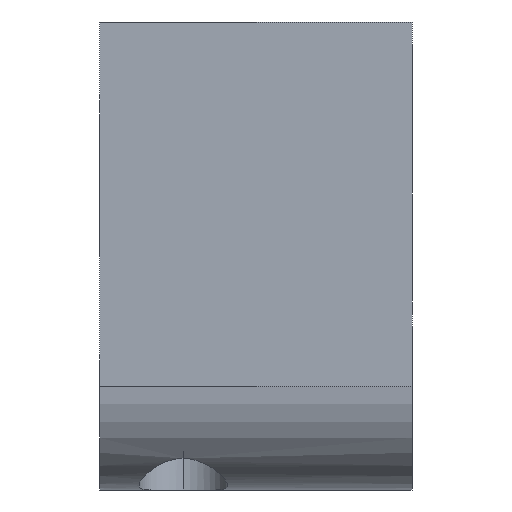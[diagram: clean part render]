
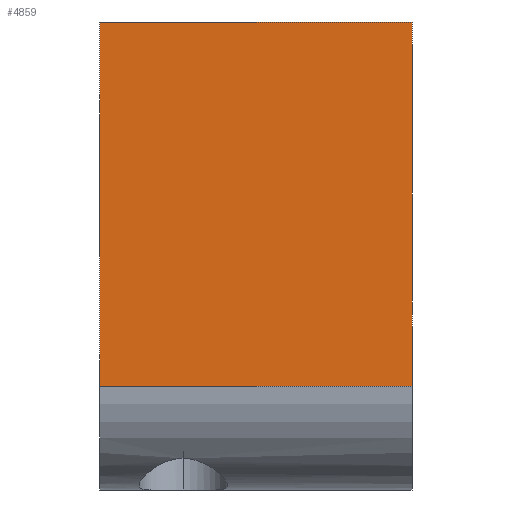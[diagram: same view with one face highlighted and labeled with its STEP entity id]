
A CAD part, left-side view. The second image highlights one B-rep face of the part: STEP entity #4859.
In plain terms, the highlighted planar face has unit normal (-1, 0, 0).
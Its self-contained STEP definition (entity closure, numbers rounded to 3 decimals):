
#237 = ORIENTED_EDGE ( 'NONE', *, *, #5002, .T. ) ;
#493 = ORIENTED_EDGE ( 'NONE', *, *, #500, .T. ) ;
#500 = EDGE_CURVE ( 'NONE', #2241, #4018, #5162, .T. ) ;
#822 = ORIENTED_EDGE ( 'NONE', *, *, #1699, .F. ) ;
#992 = FACE_OUTER_BOUND ( 'NONE', #3612, .T. ) ;
#1087 = LINE ( 'NONE', #4752, #3978 ) ;
#1249 = VERTEX_POINT ( 'NONE', #4205 ) ;
#1444 = CARTESIAN_POINT ( 'NONE',  ( -65., 30., -12.5 ) ) ;
#1576 = CARTESIAN_POINT ( 'NONE',  ( -65., 0., -22.5 ) ) ;
#1630 = CARTESIAN_POINT ( 'NONE',  ( -65., 30., -22.5 ) ) ;
#1699 = EDGE_CURVE ( 'NONE', #1249, #4018, #4639, .T. ) ;
#2021 = DIRECTION ( 'NONE',  ( 0., -1., 0. ) ) ;
#2241 = VERTEX_POINT ( 'NONE', #6339 ) ;
#2577 = CARTESIAN_POINT ( 'NONE',  ( -65., 0., 22.5 ) ) ;
#3061 = CARTESIAN_POINT ( 'NONE',  ( -65., 30., 22.5 ) ) ;
#3596 = AXIS2_PLACEMENT_3D ( 'NONE', #1630, #6265, #5841 ) ;
#3612 = EDGE_LOOP ( 'NONE', ( #4797, #237, #493, #822 ) ) ;
#3756 = VECTOR ( 'NONE', #2021, 1000. ) ;
#3806 = VERTEX_POINT ( 'NONE', #5484 ) ;
#3978 = VECTOR ( 'NONE', #5337, 1000. ) ;
#4018 = VERTEX_POINT ( 'NONE', #2577 ) ;
#4205 = CARTESIAN_POINT ( 'NONE',  ( -65., 30., 22.5 ) ) ;
#4294 = EDGE_CURVE ( 'NONE', #3806, #1249, #1087, .T. ) ;
#4545 = LINE ( 'NONE', #1444, #4954 ) ;
#4639 = LINE ( 'NONE', #3061, #3756 ) ;
#4752 = CARTESIAN_POINT ( 'NONE',  ( -65., 30., -22.5 ) ) ;
#4797 = ORIENTED_EDGE ( 'NONE', *, *, #4294, .F. ) ;
#4859 = ADVANCED_FACE ( 'NONE', ( #992 ), #5767, .F. ) ;
#4954 = VECTOR ( 'NONE', #6539, 1000. ) ;
#5002 = EDGE_CURVE ( 'NONE', #3806, #2241, #4545, .T. ) ;
#5162 = LINE ( 'NONE', #1576, #5323 ) ;
#5323 = VECTOR ( 'NONE', #6630, 1000. ) ;
#5337 = DIRECTION ( 'NONE',  ( 0., 0., 1. ) ) ;
#5484 = CARTESIAN_POINT ( 'NONE',  ( -65., 30., -12.5 ) ) ;
#5767 = PLANE ( 'NONE',  #3596 ) ;
#5841 = DIRECTION ( 'NONE',  ( 0., 0., -1. ) ) ;
#6265 = DIRECTION ( 'NONE',  ( 1., 0., 0. ) ) ;
#6339 = CARTESIAN_POINT ( 'NONE',  ( -65., 0., -12.5 ) ) ;
#6539 = DIRECTION ( 'NONE',  ( 0., -1., 0. ) ) ;
#6630 = DIRECTION ( 'NONE',  ( 0., 0., 1. ) ) ;
